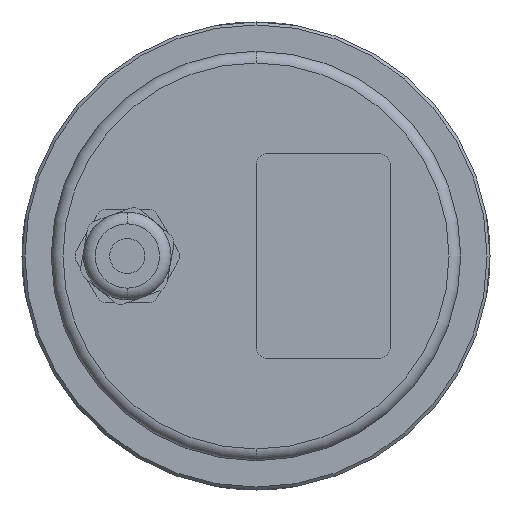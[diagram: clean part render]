
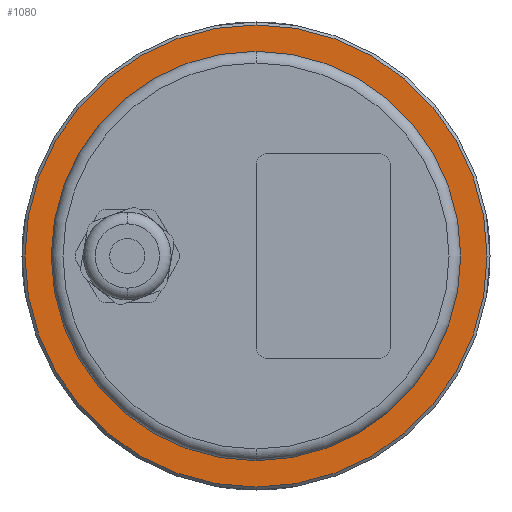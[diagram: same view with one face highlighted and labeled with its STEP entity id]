
A CAD part, front view. The second image highlights one B-rep face of the part: STEP entity #1080.
In plain terms, the highlighted planar face has unit normal (0, -1, 0).
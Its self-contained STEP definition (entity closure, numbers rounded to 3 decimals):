
#205 = VERTEX_POINT ( 'NONE', #15650 ) ;
#301 = EDGE_CURVE ( 'NONE', #2359, #205, #15681, .T. ) ;
#611 = VERTEX_POINT ( 'NONE', #3028 ) ;
#1080 = ADVANCED_FACE ( 'NONE', ( #18481, #16920 ), #10969, .F. ) ;
#1266 = EDGE_LOOP ( 'NONE', ( #4731, #12838 ) ) ;
#2359 = VERTEX_POINT ( 'NONE', #6863 ) ;
#3028 = CARTESIAN_POINT ( 'NONE',  ( 0., -57., -35. ) ) ;
#3275 = DIRECTION ( 'NONE',  ( 0., 0., 1. ) ) ;
#4203 = AXIS2_PLACEMENT_3D ( 'NONE', #14165, #17182, #14266 ) ;
#4436 = DIRECTION ( 'NONE',  ( 0., -1., 0. ) ) ;
#4731 = ORIENTED_EDGE ( 'NONE', *, *, #8663, .T. ) ;
#6863 = CARTESIAN_POINT ( 'NONE',  ( 0., -57., -39.5 ) ) ;
#7269 = AXIS2_PLACEMENT_3D ( 'NONE', #7449, #16134, #12028 ) ;
#7449 = CARTESIAN_POINT ( 'NONE',  ( 0., -57., 0. ) ) ;
#8597 = EDGE_CURVE ( 'NONE', #611, #9067, #13256, .T. ) ;
#8663 = EDGE_CURVE ( 'NONE', #205, #2359, #16359, .T. ) ;
#8782 = CARTESIAN_POINT ( 'NONE',  ( 0., -57., 35. ) ) ;
#8879 = AXIS2_PLACEMENT_3D ( 'NONE', #14984, #4436, #3275 ) ;
#9067 = VERTEX_POINT ( 'NONE', #8782 ) ;
#9407 = DIRECTION ( 'NONE',  ( 0., 0., 1. ) ) ;
#9603 = AXIS2_PLACEMENT_3D ( 'NONE', #16733, #15561, #9407 ) ;
#10969 = PLANE ( 'NONE',  #9603 ) ;
#12028 = DIRECTION ( 'NONE',  ( 0., 0., 1. ) ) ;
#12838 = ORIENTED_EDGE ( 'NONE', *, *, #301, .T. ) ;
#13029 = CARTESIAN_POINT ( 'NONE',  ( 0., -57., 0. ) ) ;
#13256 = CIRCLE ( 'NONE', #14193, 35. ) ;
#14165 = CARTESIAN_POINT ( 'NONE',  ( 0., -57., 0. ) ) ;
#14193 = AXIS2_PLACEMENT_3D ( 'NONE', #13029, #18983, #14595 ) ;
#14266 = DIRECTION ( 'NONE',  ( 0., 0., 1. ) ) ;
#14595 = DIRECTION ( 'NONE',  ( 0., 0., 1. ) ) ;
#14813 = CIRCLE ( 'NONE', #4203, 35. ) ;
#14984 = CARTESIAN_POINT ( 'NONE',  ( 0., -57., 0. ) ) ;
#15023 = ORIENTED_EDGE ( 'NONE', *, *, #8597, .T. ) ;
#15561 = DIRECTION ( 'NONE',  ( 0., 1., 0. ) ) ;
#15650 = CARTESIAN_POINT ( 'NONE',  ( 0., -57., 39.5 ) ) ;
#15681 = CIRCLE ( 'NONE', #7269, 39.5 ) ;
#15978 = EDGE_CURVE ( 'NONE', #9067, #611, #14813, .T. ) ;
#16134 = DIRECTION ( 'NONE',  ( 0., -1., 0. ) ) ;
#16359 = CIRCLE ( 'NONE', #8879, 39.5 ) ;
#16733 = CARTESIAN_POINT ( 'NONE',  ( 0., -57., -40. ) ) ;
#16920 = FACE_BOUND ( 'NONE', #18006, .T. ) ;
#17182 = DIRECTION ( 'NONE',  ( 0., 1., 0. ) ) ;
#18006 = EDGE_LOOP ( 'NONE', ( #19233, #15023 ) ) ;
#18481 = FACE_OUTER_BOUND ( 'NONE', #1266, .T. ) ;
#18983 = DIRECTION ( 'NONE',  ( 0., 1., 0. ) ) ;
#19233 = ORIENTED_EDGE ( 'NONE', *, *, #15978, .T. ) ;
